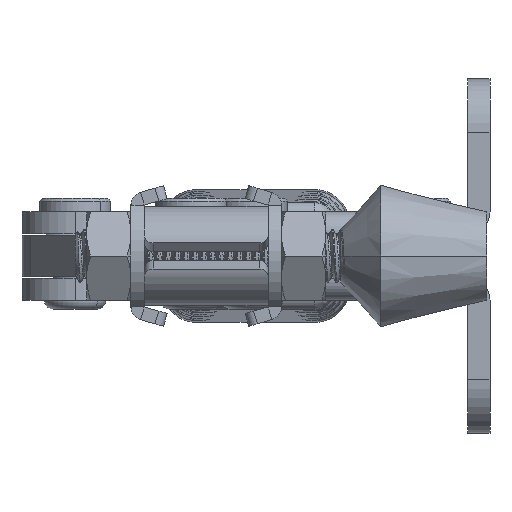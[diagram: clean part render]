
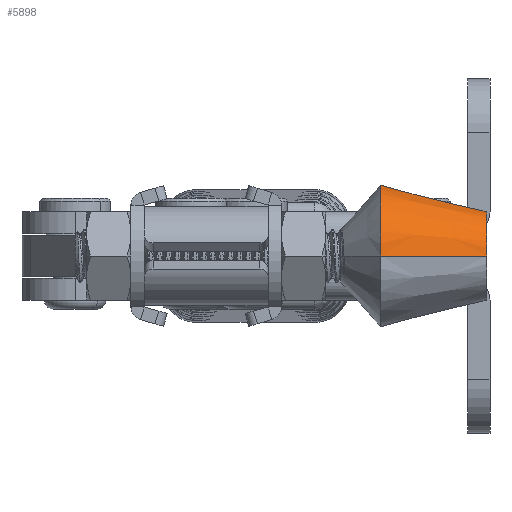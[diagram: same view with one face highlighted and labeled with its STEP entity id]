
A CAD part, left-side view. The second image highlights one B-rep face of the part: STEP entity #5898.
In plain terms, the highlighted conical face has half-angle 14.036 degrees and reference radius 5 mm.
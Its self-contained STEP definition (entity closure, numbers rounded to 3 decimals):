
#1035 = CARTESIAN_POINT ( 'NONE',  ( -8., 12., 0. ) ) ;
#2283 = CARTESIAN_POINT ( 'NONE',  ( -5., 0., 0. ) ) ;
#2303 = DIRECTION ( 'NONE',  ( 0., 1., 0. ) ) ;
#2900 = FACE_OUTER_BOUND ( 'NONE', #8926, .T. ) ;
#4341 = ORIENTED_EDGE ( 'NONE', *, *, #23240, .T. ) ;
#5077 = ORIENTED_EDGE ( 'NONE', *, *, #39684, .F. ) ;
#5409 = EDGE_CURVE ( 'NONE', #29505, #26436, #37862, .T. ) ;
#5898 = ADVANCED_FACE ( 'NONE', ( #2900 ), #7866, .T. ) ;
#6138 = EDGE_CURVE ( 'NONE', #26302, #22900, #23389, .T. ) ;
#6296 = DIRECTION ( 'NONE',  ( 0., 1., 0. ) ) ;
#7400 = CARTESIAN_POINT ( 'NONE',  ( 8., 12., 0. ) ) ;
#7727 = AXIS2_PLACEMENT_3D ( 'NONE', #23515, #2303, #27079 ) ;
#7866 = CONICAL_SURFACE ( 'NONE', #11604, 5., 0.245 ) ;
#8830 = DIRECTION ( 'NONE',  ( -0.243, 0.97, 0. ) ) ;
#8926 = EDGE_LOOP ( 'NONE', ( #43120, #4341, #13813, #5077 ) ) ;
#9539 = VECTOR ( 'NONE', #8830, 1000. ) ;
#11604 = AXIS2_PLACEMENT_3D ( 'NONE', #33285, #40224, #26260 ) ;
#12404 = CARTESIAN_POINT ( 'NONE',  ( -5., 0., 0. ) ) ;
#13813 = ORIENTED_EDGE ( 'NONE', *, *, #6138, .F. ) ;
#14497 = VECTOR ( 'NONE', #42075, 1000. ) ;
#16059 = CARTESIAN_POINT ( 'NONE',  ( 5., 0., 0. ) ) ;
#21092 = AXIS2_PLACEMENT_3D ( 'NONE', #27512, #6296, #31126 ) ;
#22900 = VERTEX_POINT ( 'NONE', #7400 ) ;
#23240 = EDGE_CURVE ( 'NONE', #26436, #22900, #23905, .T. ) ;
#23389 = CIRCLE ( 'NONE', #21092, 8. ) ;
#23515 = CARTESIAN_POINT ( 'NONE',  ( 0., 0., 0. ) ) ;
#23905 = LINE ( 'NONE', #38515, #14497 ) ;
#26260 = DIRECTION ( 'NONE',  ( -1., 0., 0. ) ) ;
#26302 = VERTEX_POINT ( 'NONE', #1035 ) ;
#26436 = VERTEX_POINT ( 'NONE', #16059 ) ;
#27079 = DIRECTION ( 'NONE',  ( -1., 0., 0. ) ) ;
#27512 = CARTESIAN_POINT ( 'NONE',  ( 0., 12., 0. ) ) ;
#29505 = VERTEX_POINT ( 'NONE', #2283 ) ;
#29522 = LINE ( 'NONE', #12404, #9539 ) ;
#31126 = DIRECTION ( 'NONE',  ( -1., 0., 0. ) ) ;
#33285 = CARTESIAN_POINT ( 'NONE',  ( 0., 0., 0. ) ) ;
#37862 = CIRCLE ( 'NONE', #7727, 5. ) ;
#38515 = CARTESIAN_POINT ( 'NONE',  ( 5., 0., 0. ) ) ;
#39684 = EDGE_CURVE ( 'NONE', #29505, #26302, #29522, .T. ) ;
#40224 = DIRECTION ( 'NONE',  ( 0., 1., 0. ) ) ;
#42075 = DIRECTION ( 'NONE',  ( 0.243, 0.97, 0. ) ) ;
#43120 = ORIENTED_EDGE ( 'NONE', *, *, #5409, .T. ) ;
